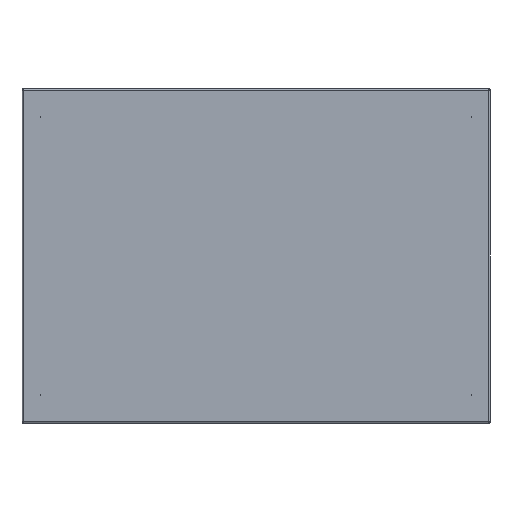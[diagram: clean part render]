
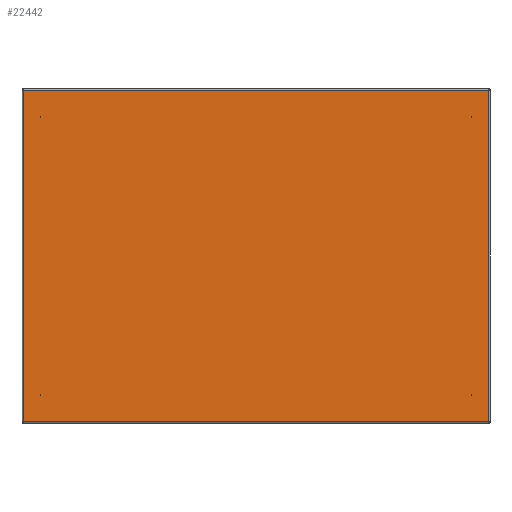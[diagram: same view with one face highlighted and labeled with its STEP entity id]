
A CAD part, front view. The second image highlights one B-rep face of the part: STEP entity #22442.
In plain terms, the highlighted planar face has unit normal (0, -1, 0).
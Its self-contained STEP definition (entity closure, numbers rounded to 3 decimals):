
#2118=LINE('',#39192,#3578);
#2129=LINE('',#39280,#3589);
#2140=LINE('',#39368,#3600);
#2151=LINE('',#39456,#3611);
#2153=LINE('',#39481,#3613);
#2156=LINE('',#39487,#3616);
#2157=LINE('',#39488,#3617);
#2158=LINE('',#39490,#3618);
#2159=LINE('',#39491,#3619);
#2160=LINE('',#39493,#3620);
#2161=LINE('',#39494,#3621);
#2162=LINE('',#39495,#3622);
#3578=VECTOR('',#30332,695.631);
#3589=VECTOR('',#30369,495.631);
#3600=VECTOR('',#30406,495.631);
#3611=VECTOR('',#30443,695.631);
#3613=VECTOR('',#30449,0.184);
#3616=VECTOR('',#30454,0.184);
#3617=VECTOR('',#30455,0.184);
#3618=VECTOR('',#30456,0.184);
#3619=VECTOR('',#30457,0.184);
#3620=VECTOR('',#30458,0.184);
#3621=VECTOR('',#30459,0.184);
#3622=VECTOR('',#30460,0.184);
#4412=PLANE('',#24651);
#6245=FACE_OUTER_BOUND('',#7948,.T.);
#7948=EDGE_LOOP('',(#19373,#19374,#19375,#19376,#19377,#19378,#19379,#19380,
#19381,#19382,#19383,#19384));
#10682=VERTEX_POINT('',#39142);
#10687=VERTEX_POINT('',#39168);
#10694=VERTEX_POINT('',#39230);
#10699=VERTEX_POINT('',#39256);
#10706=VERTEX_POINT('',#39318);
#10711=VERTEX_POINT('',#39344);
#10718=VERTEX_POINT('',#39406);
#10723=VERTEX_POINT('',#39432);
#10724=VERTEX_POINT('',#39480);
#10726=VERTEX_POINT('',#39486);
#10727=VERTEX_POINT('',#39489);
#10728=VERTEX_POINT('',#39492);
#13557=EDGE_CURVE('',#10682,#10687,#2118,.T.);
#13578=EDGE_CURVE('',#10694,#10699,#2129,.T.);
#13599=EDGE_CURVE('',#10706,#10711,#2140,.T.);
#13620=EDGE_CURVE('',#10718,#10723,#2151,.T.);
#13623=EDGE_CURVE('',#10724,#10682,#2153,.T.);
#13626=EDGE_CURVE('',#10687,#10726,#2156,.T.);
#13627=EDGE_CURVE('',#10726,#10694,#2157,.T.);
#13628=EDGE_CURVE('',#10699,#10727,#2158,.T.);
#13629=EDGE_CURVE('',#10727,#10718,#2159,.T.);
#13630=EDGE_CURVE('',#10723,#10728,#2160,.T.);
#13631=EDGE_CURVE('',#10728,#10706,#2161,.T.);
#13632=EDGE_CURVE('',#10711,#10724,#2162,.T.);
#19373=ORIENTED_EDGE('',*,*,#13557,.T.);
#19374=ORIENTED_EDGE('',*,*,#13626,.T.);
#19375=ORIENTED_EDGE('',*,*,#13627,.T.);
#19376=ORIENTED_EDGE('',*,*,#13578,.T.);
#19377=ORIENTED_EDGE('',*,*,#13628,.T.);
#19378=ORIENTED_EDGE('',*,*,#13629,.T.);
#19379=ORIENTED_EDGE('',*,*,#13620,.T.);
#19380=ORIENTED_EDGE('',*,*,#13630,.T.);
#19381=ORIENTED_EDGE('',*,*,#13631,.T.);
#19382=ORIENTED_EDGE('',*,*,#13599,.T.);
#19383=ORIENTED_EDGE('',*,*,#13632,.T.);
#19384=ORIENTED_EDGE('',*,*,#13623,.T.);
#22442=ADVANCED_FACE('',(#6245),#4412,.F.);
#24651=AXIS2_PLACEMENT_3D('',#39485,#30452,#30453);
#30332=DIRECTION('',(1.,0.,0.));
#30369=DIRECTION('',(0.,0.,1.));
#30406=DIRECTION('',(0.,0.,-1.));
#30443=DIRECTION('',(-1.,0.,0.));
#30449=DIRECTION('',(0.,0.,-1.));
#30452=DIRECTION('center_axis',(0.,1.,0.));
#30453=DIRECTION('ref_axis',(0.,0.,1.));
#30454=DIRECTION('',(0.,0.,1.));
#30455=DIRECTION('',(1.,0.,0.));
#30456=DIRECTION('',(-1.,0.,0.));
#30457=DIRECTION('',(0.,0.,1.));
#30458=DIRECTION('',(0.,0.,-1.));
#30459=DIRECTION('',(-1.,0.,0.));
#30460=DIRECTION('',(1.,0.,0.));
#39142=CARTESIAN_POINT('',(-347.816,0.,-248.));
#39168=CARTESIAN_POINT('',(347.816,0.,-248.));
#39192=CARTESIAN_POINT('',(-174.,0.,-248.));
#39230=CARTESIAN_POINT('',(348.,0.,-247.816));
#39256=CARTESIAN_POINT('',(348.,0.,247.816));
#39280=CARTESIAN_POINT('',(348.,0.,-124.));
#39318=CARTESIAN_POINT('',(-348.,0.,247.816));
#39344=CARTESIAN_POINT('',(-348.,0.,-247.816));
#39368=CARTESIAN_POINT('',(-348.,0.,124.));
#39406=CARTESIAN_POINT('',(347.816,0.,248.));
#39432=CARTESIAN_POINT('',(-347.816,0.,248.));
#39456=CARTESIAN_POINT('',(174.,0.,248.));
#39480=CARTESIAN_POINT('',(-347.816,0.,-247.816));
#39481=CARTESIAN_POINT('',(-347.816,0.,-123.908));
#39485=CARTESIAN_POINT('Origin',(0.,0.,0.));
#39486=CARTESIAN_POINT('',(347.816,0.,-247.816));
#39487=CARTESIAN_POINT('',(347.816,0.,-124.908));
#39488=CARTESIAN_POINT('',(173.908,0.,-247.816));
#39489=CARTESIAN_POINT('',(347.816,0.,247.816));
#39490=CARTESIAN_POINT('',(174.908,0.,247.816));
#39491=CARTESIAN_POINT('',(347.816,0.,123.908));
#39492=CARTESIAN_POINT('',(-347.816,0.,247.816));
#39493=CARTESIAN_POINT('',(-347.816,0.,124.908));
#39494=CARTESIAN_POINT('',(-173.908,0.,247.816));
#39495=CARTESIAN_POINT('',(-174.908,0.,-247.816));
